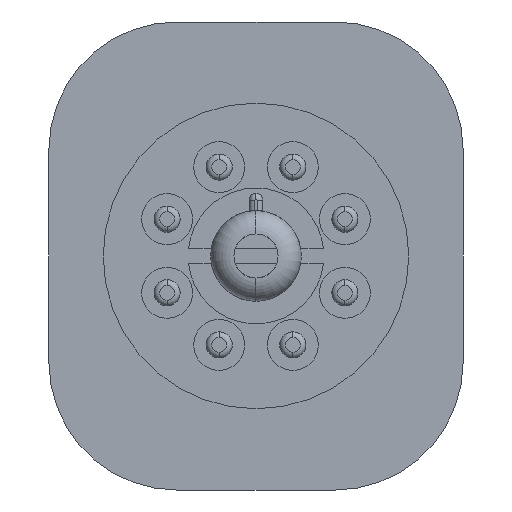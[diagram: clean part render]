
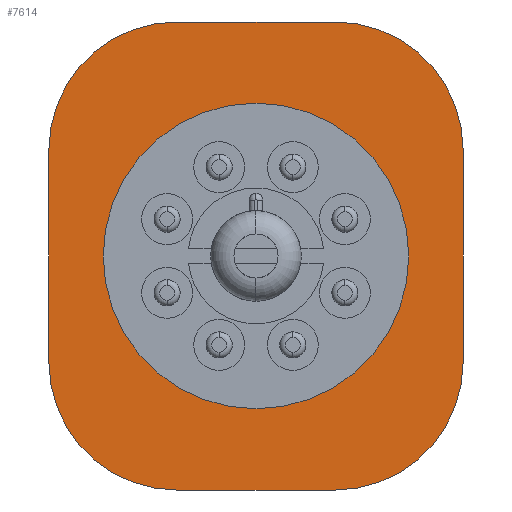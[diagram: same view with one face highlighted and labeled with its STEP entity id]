
A CAD part, front view. The second image highlights one B-rep face of the part: STEP entity #7614.
In plain terms, the highlighted planar face has unit normal (0, -1, 0).
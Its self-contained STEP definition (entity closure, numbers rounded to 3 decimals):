
#153 = CARTESIAN_POINT ( 'NONE',  ( -18.299, -26.5, -9.376 ) ) ;
#489 = VERTEX_POINT ( 'NONE', #4173 ) ;
#507 = VERTEX_POINT ( 'NONE', #14482 ) ;
#707 = DIRECTION ( 'NONE',  ( 0., 0., -1. ) ) ;
#778 = ORIENTED_EDGE ( 'NONE', *, *, #11207, .T. ) ;
#811 = CIRCLE ( 'NONE', #10291, 13.5 ) ;
#908 = VERTEX_POINT ( 'NONE', #10402 ) ;
#924 = CARTESIAN_POINT ( 'NONE',  ( 18.301, -26.5, 9.374 ) ) ;
#1023 = ORIENTED_EDGE ( 'NONE', *, *, #10793, .T. ) ;
#1403 = LINE ( 'NONE', #3370, #10111 ) ;
#1461 = DIRECTION ( 'NONE',  ( 0., -1., 0. ) ) ;
#1538 = AXIS2_PLACEMENT_3D ( 'NONE', #10098, #3322, #11260 ) ;
#1649 = VECTOR ( 'NONE', #10673, 1000. ) ;
#1921 = AXIS2_PLACEMENT_3D ( 'NONE', #8292, #1461, #9408 ) ;
#2738 = CARTESIAN_POINT ( 'NONE',  ( -18.299, -26.5, -9.376 ) ) ;
#2831 = DIRECTION ( 'NONE',  ( 0., -1., 0. ) ) ;
#2906 = EDGE_CURVE ( 'NONE', #7824, #10890, #9832, .T. ) ;
#2958 = CARTESIAN_POINT ( 'NONE',  ( -18.299, -26.5, 9.374 ) ) ;
#3322 = DIRECTION ( 'NONE',  ( 0., -1., 0. ) ) ;
#3370 = CARTESIAN_POINT ( 'NONE',  ( 7.001, -26.5, 20.674 ) ) ;
#3752 = DIRECTION ( 'NONE',  ( 0., -1., 0. ) ) ;
#3799 = CARTESIAN_POINT ( 'NONE',  ( 7.001, -26.5, -20.676 ) ) ;
#4173 = CARTESIAN_POINT ( 'NONE',  ( -6.999, -26.5, 20.674 ) ) ;
#4403 = AXIS2_PLACEMENT_3D ( 'NONE', #9603, #2831, #10755 ) ;
#4757 = AXIS2_PLACEMENT_3D ( 'NONE', #6461, #14359, #7616 ) ;
#4959 = DIRECTION ( 'NONE',  ( 1., 0., 0. ) ) ;
#5023 = VERTEX_POINT ( 'NONE', #2958 ) ;
#5730 = ORIENTED_EDGE ( 'NONE', *, *, #8515, .F. ) ;
#6229 = CIRCLE ( 'NONE', #4757, 11.3 ) ;
#6461 = CARTESIAN_POINT ( 'NONE',  ( 7.001, -26.5, -9.376 ) ) ;
#6504 = ORIENTED_EDGE ( 'NONE', *, *, #11948, .T. ) ;
#6598 = CARTESIAN_POINT ( 'NONE',  ( 7.001, -26.5, -20.676 ) ) ;
#6624 = DIRECTION ( 'NONE',  ( 0., 1., 0. ) ) ;
#6692 = FACE_BOUND ( 'NONE', #11820, .T. ) ;
#7118 = VERTEX_POINT ( 'NONE', #924 ) ;
#7488 = EDGE_CURVE ( 'NONE', #489, #5023, #11825, .T. ) ;
#7578 = DIRECTION ( 'NONE',  ( 0., -1., 0. ) ) ;
#7614 = ADVANCED_FACE ( 'NONE', ( #12701, #6692 ), #7725, .F. ) ;
#7616 = DIRECTION ( 'NONE',  ( 0., 0., -1. ) ) ;
#7725 = PLANE ( 'NONE',  #10173 ) ;
#7824 = VERTEX_POINT ( 'NONE', #8018 ) ;
#7880 = ORIENTED_EDGE ( 'NONE', *, *, #13137, .T. ) ;
#7899 = EDGE_CURVE ( 'NONE', #5023, #10722, #10376, .T. ) ;
#8001 = LINE ( 'NONE', #8224, #14001 ) ;
#8018 = CARTESIAN_POINT ( 'NONE',  ( 0., -26.5, 13.5 ) ) ;
#8224 = CARTESIAN_POINT ( 'NONE',  ( 18.301, -26.5, -9.376 ) ) ;
#8292 = CARTESIAN_POINT ( 'NONE',  ( 7.001, -26.5, 9.374 ) ) ;
#8513 = ORIENTED_EDGE ( 'NONE', *, *, #7899, .T. ) ;
#8515 = EDGE_CURVE ( 'NONE', #10890, #7824, #811, .T. ) ;
#8881 = ORIENTED_EDGE ( 'NONE', *, *, #2906, .F. ) ;
#9408 = DIRECTION ( 'NONE',  ( 0., 0., -1. ) ) ;
#9603 = CARTESIAN_POINT ( 'NONE',  ( 0., -26.5, 0. ) ) ;
#9832 = CIRCLE ( 'NONE', #4403, 13.5 ) ;
#9862 = LINE ( 'NONE', #3799, #12527 ) ;
#9988 = ORIENTED_EDGE ( 'NONE', *, *, #12880, .T. ) ;
#10098 = CARTESIAN_POINT ( 'NONE',  ( -6.999, -26.5, -9.376 ) ) ;
#10111 = VECTOR ( 'NONE', #14638, 1000. ) ;
#10112 = CIRCLE ( 'NONE', #1538, 11.3 ) ;
#10173 = AXIS2_PLACEMENT_3D ( 'NONE', #13402, #6624, #14523 ) ;
#10291 = AXIS2_PLACEMENT_3D ( 'NONE', #10537, #3752, #11673 ) ;
#10376 = LINE ( 'NONE', #2738, #1649 ) ;
#10402 = CARTESIAN_POINT ( 'NONE',  ( 7.001, -26.5, 20.674 ) ) ;
#10485 = ORIENTED_EDGE ( 'NONE', *, *, #7488, .T. ) ;
#10537 = CARTESIAN_POINT ( 'NONE',  ( 0., -26.5, 0. ) ) ;
#10673 = DIRECTION ( 'NONE',  ( 0., 0., -1. ) ) ;
#10722 = VERTEX_POINT ( 'NONE', #153 ) ;
#10755 = DIRECTION ( 'NONE',  ( 0., 0., 1. ) ) ;
#10793 = EDGE_CURVE ( 'NONE', #13121, #11881, #9862, .T. ) ;
#10890 = VERTEX_POINT ( 'NONE', #14126 ) ;
#11207 = EDGE_CURVE ( 'NONE', #7118, #908, #13760, .T. ) ;
#11260 = DIRECTION ( 'NONE',  ( 0., 0., 1. ) ) ;
#11367 = ORIENTED_EDGE ( 'NONE', *, *, #12699, .T. ) ;
#11673 = DIRECTION ( 'NONE',  ( 0., 0., 1. ) ) ;
#11820 = EDGE_LOOP ( 'NONE', ( #8881, #5730 ) ) ;
#11825 = CIRCLE ( 'NONE', #14237, 11.3 ) ;
#11881 = VERTEX_POINT ( 'NONE', #6598 ) ;
#11948 = EDGE_CURVE ( 'NONE', #10722, #13121, #10112, .T. ) ;
#12527 = VECTOR ( 'NONE', #4959, 1000. ) ;
#12699 = EDGE_CURVE ( 'NONE', #11881, #507, #6229, .T. ) ;
#12701 = FACE_OUTER_BOUND ( 'NONE', #14000, .T. ) ;
#12713 = CARTESIAN_POINT ( 'NONE',  ( -6.999, -26.5, -20.676 ) ) ;
#12766 = DIRECTION ( 'NONE',  ( 0., 0., 1. ) ) ;
#12880 = EDGE_CURVE ( 'NONE', #908, #489, #1403, .T. ) ;
#13121 = VERTEX_POINT ( 'NONE', #12713 ) ;
#13137 = EDGE_CURVE ( 'NONE', #507, #7118, #8001, .T. ) ;
#13402 = CARTESIAN_POINT ( 'NONE',  ( -7., -26.5, -9.375 ) ) ;
#13760 = CIRCLE ( 'NONE', #1921, 11.3 ) ;
#14000 = EDGE_LOOP ( 'NONE', ( #11367, #7880, #778, #9988, #10485, #8513, #6504, #1023 ) ) ;
#14001 = VECTOR ( 'NONE', #12766, 1000. ) ;
#14126 = CARTESIAN_POINT ( 'NONE',  ( 0., -26.5, -13.5 ) ) ;
#14237 = AXIS2_PLACEMENT_3D ( 'NONE', #14324, #7578, #707 ) ;
#14324 = CARTESIAN_POINT ( 'NONE',  ( -6.999, -26.5, 9.374 ) ) ;
#14359 = DIRECTION ( 'NONE',  ( 0., -1., 0. ) ) ;
#14482 = CARTESIAN_POINT ( 'NONE',  ( 18.301, -26.5, -9.376 ) ) ;
#14523 = DIRECTION ( 'NONE',  ( 0., 0., 1. ) ) ;
#14638 = DIRECTION ( 'NONE',  ( -1., 0., 0. ) ) ;
